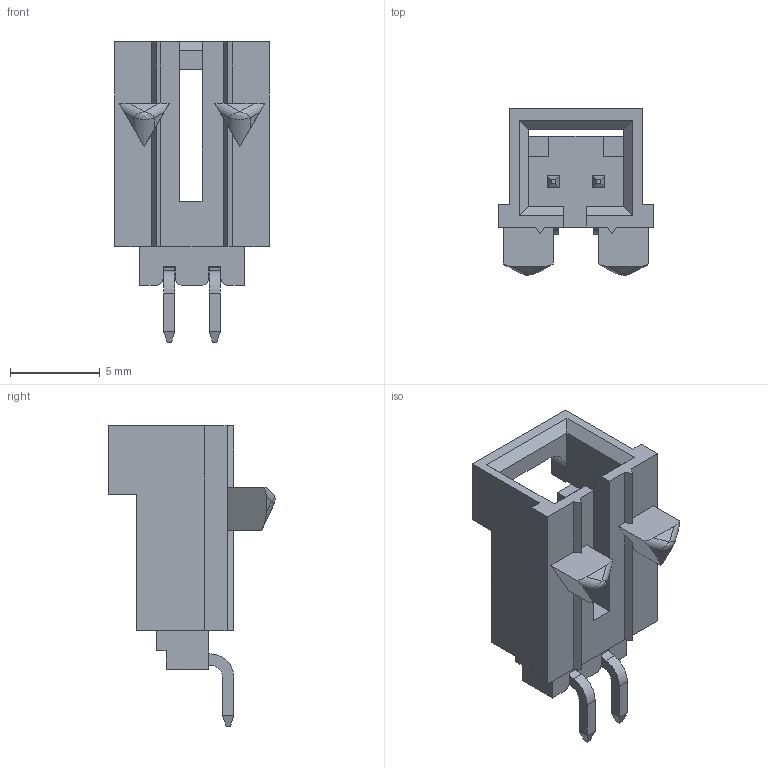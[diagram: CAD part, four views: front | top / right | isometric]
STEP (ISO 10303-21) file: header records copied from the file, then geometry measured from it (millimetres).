
FILE_DESCRIPTION(('STEP AP242'),'1');
FILE_NAME('0015912025.stp','2024-11-29T05:34:27',('TraceParts'),('TraceParts S.A.'),'Spatial InterOp 3D',' ',' ');
FILE_SCHEMA(('AP242_MANAGED_MODEL_BASED_3D_ENGINEERING_MIM_LF {1 0 10303 442 1 1 4}'));
Length unit declared in the file: millimetre
Products named in the file (1): 0015912025_1
Bounding box: 8.64 x 9.29 x 16.76 mm (x, y, z)
Volume: 335.9 mm3; surface area: 716.9 mm2
Topology: 3 solids, 3 shells, 140 faces, 395 edges, 274 vertices
Faces by surface type: plane 116, cylinder 22, bspline 2
Entity records: 4589 total; most frequent: CARTESIAN_POINT 951, ORIENTED_EDGE 758, DIRECTION 701, EDGE_CURVE 379, LINE 341, VECTOR 341, VERTEX_POINT 242, AXIS2_PLACEMENT_3D 180
